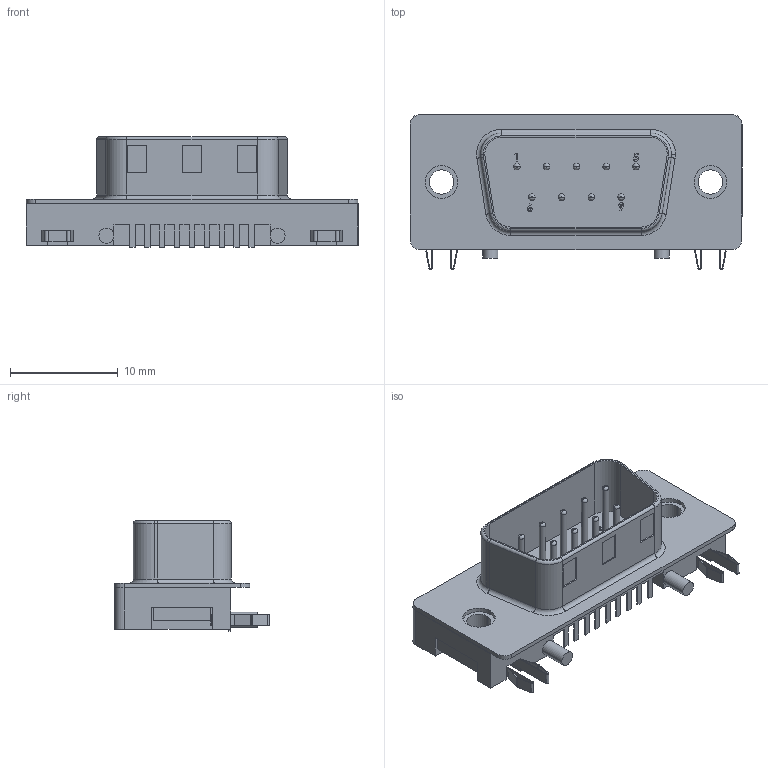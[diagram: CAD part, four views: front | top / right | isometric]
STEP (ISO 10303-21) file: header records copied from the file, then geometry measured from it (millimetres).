
FILE_DESCRIPTION (( 'STEP AP203' ), '1' );
FILE_NAME ('190-009-163.STEP', '2017-06-26T13:29:46', ( '' ), ( '' ), 'SwSTEP 2.0', 'SolidWorks 2014', '' );
FILE_SCHEMA (( 'CONFIG_CONTROL_DESIGN' ));
Length unit declared in the file: inch
Products named in the file (1): 190-009-163
Bounding box: 30.86 x 14.4 x 10.26 mm (x, y, z)
Volume: 1375.4 mm3; surface area: 2052.3 mm2
Topology: 1 solids, 1 shells, 359 faces, 945 edges, 607 vertices
Faces by surface type: plane 225, cylinder 82, torus 28, bspline 24
Entity records: 12247 total; most frequent: CARTESIAN_POINT 3264, ORIENTED_EDGE 1890, DIRECTION 1782, EDGE_CURVE 945, VECTOR 684, LINE 684, VERTEX_POINT 607, AXIS2_PLACEMENT_3D 549
